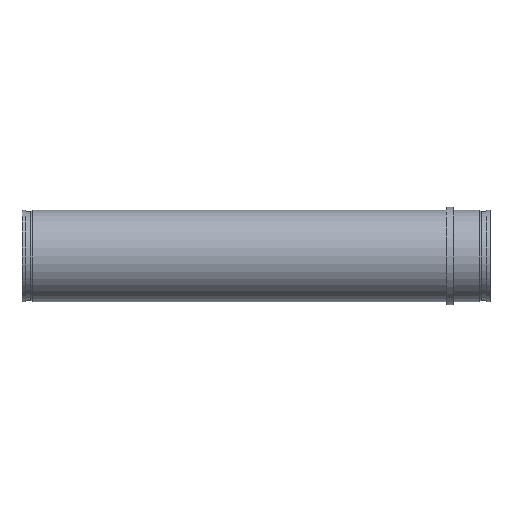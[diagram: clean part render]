
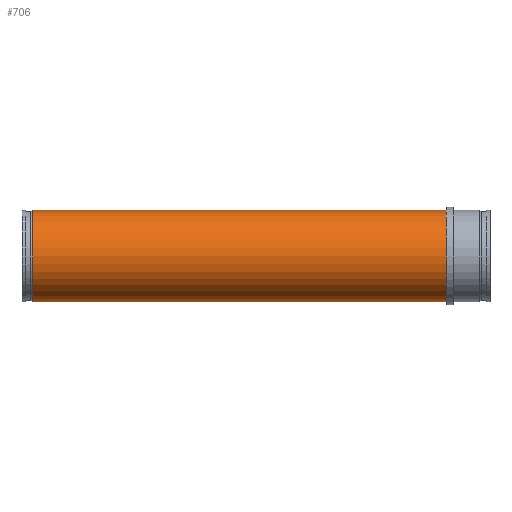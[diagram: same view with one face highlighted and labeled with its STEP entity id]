
A CAD part, left-side view. The second image highlights one B-rep face of the part: STEP entity #706.
In plain terms, the highlighted cylindrical face has radius 62.5 mm (diameter 125 mm), a partial arc.
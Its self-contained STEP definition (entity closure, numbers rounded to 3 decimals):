
#131 = DIRECTION ( 'NONE',  ( 0., 0., -1. ) ) ;
#132 = DIRECTION ( 'NONE',  ( 0., -1., 0. ) ) ;
#133 = CARTESIAN_POINT ( 'NONE',  ( 0., 625., 0. ) ) ;
#134 = AXIS2_PLACEMENT_3D ( 'NONE', #133, #132, #131 ) ;
#135 = CIRCLE ( 'NONE', #134, 62.5 ) ;
#136 = DIRECTION ( 'NONE',  ( 0., 0., -1. ) ) ;
#137 = DIRECTION ( 'NONE',  ( 0., -1., 0. ) ) ;
#138 = CARTESIAN_POINT ( 'NONE',  ( 0., 0., 0. ) ) ;
#139 = AXIS2_PLACEMENT_3D ( 'NONE', #138, #137, #136 ) ;
#140 = CYLINDRICAL_SURFACE ( 'NONE', #139, 62.5 ) ;
#143 = FACE_OUTER_BOUND ( 'NONE', #654, .T. ) ;
#167 = DIRECTION ( 'NONE',  ( 0., 0., -1. ) ) ;
#168 = DIRECTION ( 'NONE',  ( 0., -1., 0. ) ) ;
#169 = CARTESIAN_POINT ( 'NONE',  ( 0., 60., 0. ) ) ;
#170 = AXIS2_PLACEMENT_3D ( 'NONE', #169, #168, #167 ) ;
#174 = CIRCLE ( 'NONE', #170, 62.5 ) ;
#363 = VERTEX_POINT ( 'NONE', #950 ) ;
#364 = VERTEX_POINT ( 'NONE', #949 ) ;
#366 = EDGE_CURVE ( 'NONE', #364, #367, #948, .T. ) ;
#367 = VERTEX_POINT ( 'NONE', #944 ) ;
#370 = VERTEX_POINT ( 'NONE', #999 ) ;
#372 = EDGE_CURVE ( 'NONE', #363, #370, #998, .T. ) ;
#654 = EDGE_LOOP ( 'NONE', ( #707, #708, #710, #711 ) ) ;
#706 = ADVANCED_FACE ( 'NONE', ( #143 ), #140, .T. ) ;
#707 = ORIENTED_EDGE ( 'NONE', *, *, #366, .F. ) ;
#708 = ORIENTED_EDGE ( 'NONE', *, *, #709, .T. ) ;
#709 = EDGE_CURVE ( 'NONE', #364, #363, #135, .T. ) ;
#710 = ORIENTED_EDGE ( 'NONE', *, *, #372, .T. ) ;
#711 = ORIENTED_EDGE ( 'NONE', *, *, #727, .F. ) ;
#727 = EDGE_CURVE ( 'NONE', #367, #370, #174, .T. ) ;
#944 = CARTESIAN_POINT ( 'NONE',  ( 0., 60., 62.5 ) ) ;
#945 = DIRECTION ( 'NONE',  ( 0., -1., 0. ) ) ;
#946 = VECTOR ( 'NONE', #945, 1000. ) ;
#947 = CARTESIAN_POINT ( 'NONE',  ( 0., 0., 62.5 ) ) ;
#948 = LINE ( 'NONE', #947, #946 ) ;
#949 = CARTESIAN_POINT ( 'NONE',  ( 0., 625., 62.5 ) ) ;
#950 = CARTESIAN_POINT ( 'NONE',  ( 0., 625., -62.5 ) ) ;
#995 = DIRECTION ( 'NONE',  ( 0., -1., 0. ) ) ;
#996 = VECTOR ( 'NONE', #995, 1000. ) ;
#997 = CARTESIAN_POINT ( 'NONE',  ( 0., 0., -62.5 ) ) ;
#998 = LINE ( 'NONE', #997, #996 ) ;
#999 = CARTESIAN_POINT ( 'NONE',  ( 0., 60., -62.5 ) ) ;
